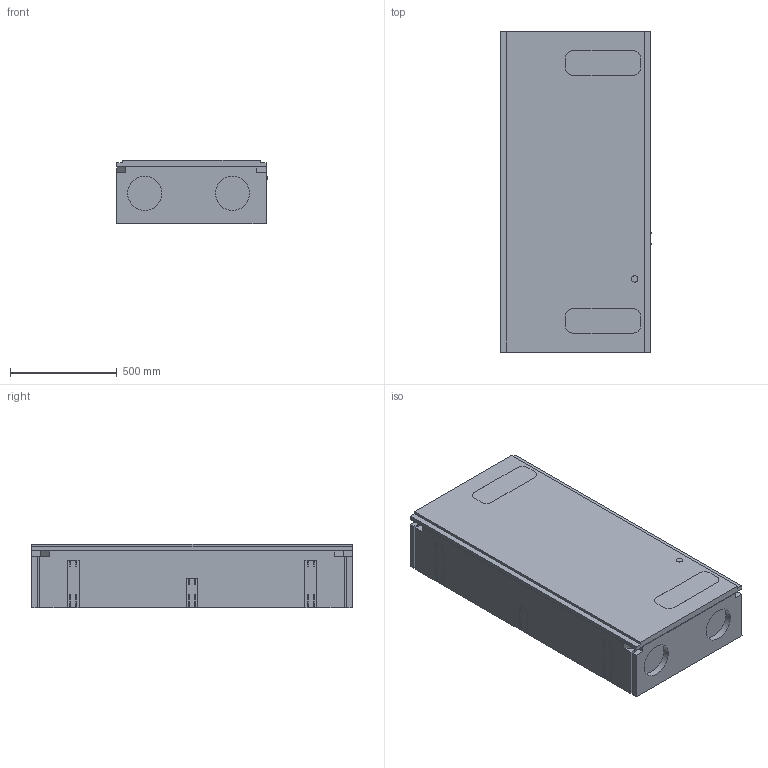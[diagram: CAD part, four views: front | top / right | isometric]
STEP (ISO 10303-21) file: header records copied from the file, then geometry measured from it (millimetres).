
FILE_DESCRIPTION(('Creo Elements/Direct Modeling STEP Export'),'2;1');
FILE_NAME('WS300_Flat.stp','2018-12-17T10:56:40',(''),(''),'PTC Creo Elements/Direct Modeling STEP processor for AP214 (Solid Model)','PTC Creo Elements/Direct Modeling 19.0C 15-Aug-2015 (C) Parametric Technology GmbH','');
FILE_SCHEMA(('AUTOMOTIVE_DESIGN { 1 0 10303 214 1 1 1 1 }'));
Length unit declared in the file: millimetre
Products named in the file (1): WS_300_Flat
Bounding box: 706.26 x 1500 x 299.61 mm (x, y, z)
Volume: 310408584.7 mm3; surface area: 3565291.3 mm2
Topology: 1 solids, 1 shells, 444 faces, 966 edges, 644 vertices
Faces by surface type: cylinder 246, plane 198
Entity records: 11130 total; most frequent: ORIENTED_EDGE 1932, DIRECTION 1858, CARTESIAN_POINT 1807, EDGE_CURVE 966, AXIS2_PLACEMENT_3D 695, VERTEX_POINT 644, EDGE_LOOP 564, VECTOR 468
